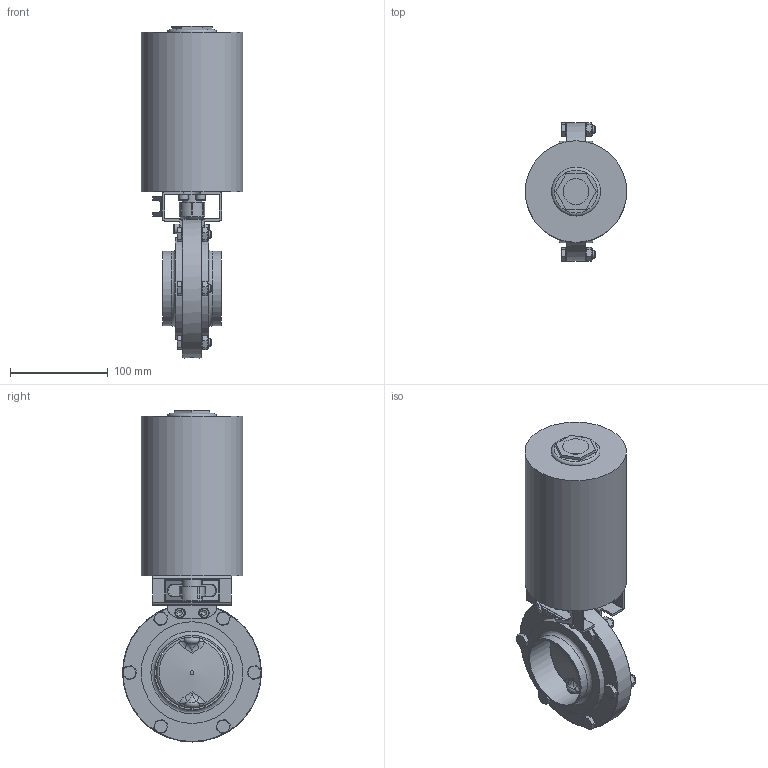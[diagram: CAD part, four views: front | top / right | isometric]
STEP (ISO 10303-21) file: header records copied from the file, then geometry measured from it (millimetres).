
FILE_DESCRIPTION((''),'2;1');
FILE_NAME('52204300XX20.stp','2010-11-26T09:04:59',('Creator'),(''),'Autodesk Inventor 2010','Autodesk Inventor 2010','');
FILE_SCHEMA(('AUTOMOTIVE_DESIGN { 1 0 10303 214 1 1 1 1 }'));
Length unit declared in the file: millimetre
Products named in the file (1): 52204300XX20
Bounding box: 103.8 x 142.08 x 339.5 mm (x, y, z)
Volume: 1768980.4 mm3; surface area: 173801.2 mm2
Topology: 1 solids, 8 shells, 535 faces, 1342 edges, 847 vertices
Faces by surface type: plane 299, cylinder 104, cone 87, bspline 32, torus 13
Full cylindrical faces by diameter (mm): 4.134 x1, 6 x2, 7.2 x2, 7.323 x6, 8 x12, 8.5 x6, 10 x6, 11.4 x6, 14 x2, 16.2 x2, 20 x1, 26 x1, 26.5 x1, 28 x1, 72.8 x1, 76.1 x2, 103.8 x1, 104 x2, 142 x1
Entity records: 17060 total; most frequent: CARTESIAN_POINT 5569, ORIENTED_EDGE 2346, DIRECTION 2278, EDGE_CURVE 1173, AXIS2_PLACEMENT_3D 892, VERTEX_POINT 799, EDGE_LOOP 712, FACE_OUTER_BOUND 534
